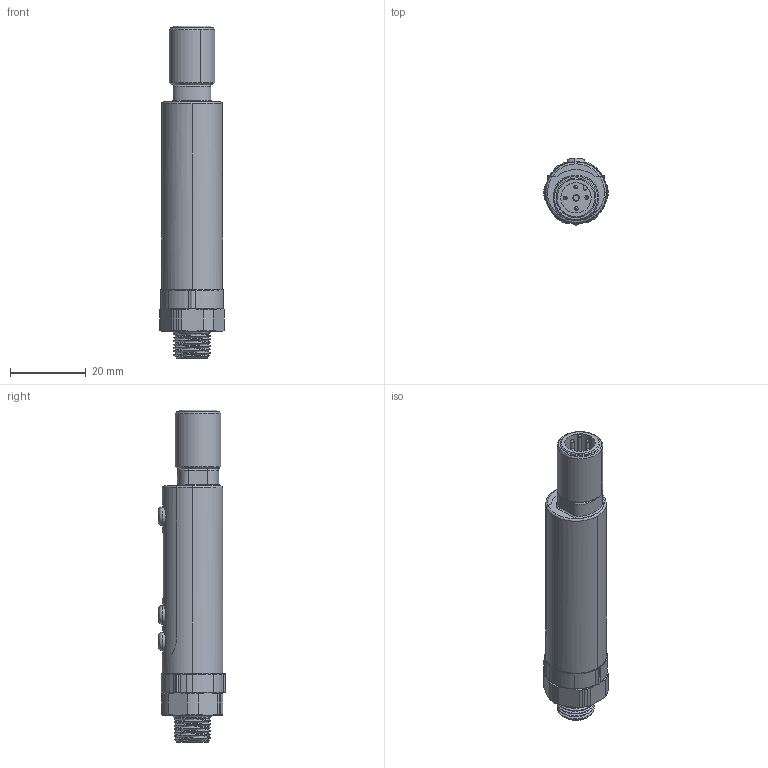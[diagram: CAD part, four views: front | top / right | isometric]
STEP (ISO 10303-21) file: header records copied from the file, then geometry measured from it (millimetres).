
FILE_DESCRIPTION(/* description */ ('Alibre Inc.'),/* implementation_level */ '2;1');
FILE_NAME(/* name */ 'export0',/* time_stamp */ '2018-07-06T13:04:07+02:00',/* author */ (''),/* organization */ (''),/* preprocessor_version */ 'ST-DEVELOPER v17',/* originating_system */ 'Alibre',/* authorisation */ '');
FILE_SCHEMA (('CONFIG_CONTROL_DESIGN'));
Length unit declared in the file: millimetre
Products named in the file (2): ID_1; ID_2
Bounding box: 16.98 x 17.74 x 87.5 mm (x, y, z)
Volume: 13745.8 mm3; surface area: 6330.8 mm2
Topology: 1 solids, 2 shells, 340 faces, 839 edges, 517 vertices
Faces by surface type: cylinder 141, bspline 88, cone 53, plane 47, sphere 8, torus 3
Full cylindrical faces by diameter (mm): 8.004 x1
Entity records: 21346 total; most frequent: CARTESIAN_POINT 13644, ORIENTED_EDGE 1650, DIRECTION 1505, EDGE_CURVE 825, AXIS2_PLACEMENT_3D 673, VERTEX_POINT 512, CIRCLE 420, EDGE_LOOP 371
